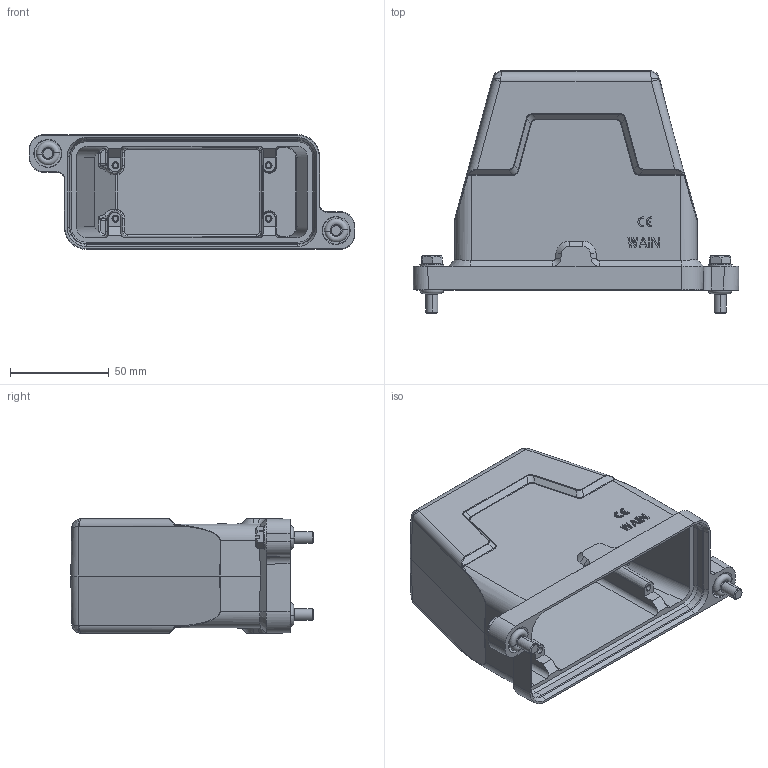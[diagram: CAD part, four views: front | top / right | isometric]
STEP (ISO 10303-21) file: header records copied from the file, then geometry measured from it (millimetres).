
FILE_DESCRIPTION(/* description */ (''),/* implementation_level */ '2;1');
FILE_NAME(/* name */ '3D_1136165205006_HP16B_H-SEH-2S-M50_V1.1.STP',/* time_stamp */ '2024-02-03T15:21:09+08:00',/* author */ (''),/* organization */ (''),/* preprocessor_version */ 'ST-DEVELOPER v18.1',/* originating_system */ 'SIEMENS PLM Software NX 1980',/* authorisation */ '');
FILE_SCHEMA (('AP203_CONFIGURATION_CONTROLLED_3D_DESIGN_OF_MECHANICAL_PARTS_AND_ASSEMBLIES_MIM_LF { 1 0 10303 403 2 1 2}'));
Length unit declared in the file: millimetre
Products named in the file (1): temp
Bounding box: 165 x 122.7 x 58 mm (x, y, z)
Volume: 199769.3 mm3; surface area: 82618.7 mm2
Topology: 3 solids, 3 shells, 543 faces, 1385 edges, 878 vertices
Faces by surface type: plane 242, cylinder 134, cone 74, torus 45, bspline 41, sphere 6, revolution 1
Entity records: 20593 total; most frequent: CARTESIAN_POINT 8655, ORIENTED_EDGE 2770, DIRECTION 1960, EDGE_CURVE 1385, VERTEX_POINT 878, AXIS2_PLACEMENT_3D 657, LINE 645, VECTOR 645
